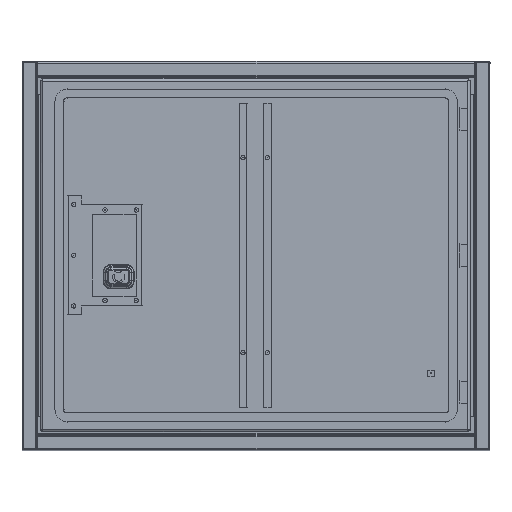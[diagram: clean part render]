
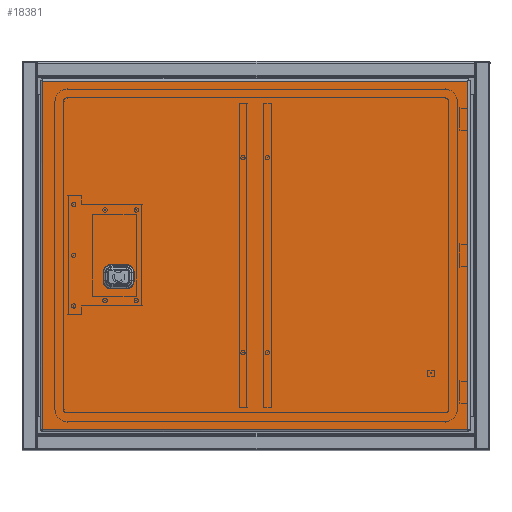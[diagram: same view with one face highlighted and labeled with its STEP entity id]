
A CAD part, top view. The second image highlights one B-rep face of the part: STEP entity #18381.
In plain terms, the highlighted planar face has unit normal (0, 0, 1).
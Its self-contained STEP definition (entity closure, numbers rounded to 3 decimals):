
#558 = ORIENTED_EDGE ( 'NONE', *, *, #37465, .T. ) ;
#855 = EDGE_CURVE ( 'NONE', #74049, #138204, #87417, .T. ) ;
#4982 = ORIENTED_EDGE ( 'NONE', *, *, #45661, .T. ) ;
#7513 = CARTESIAN_POINT ( 'NONE',  ( -182.733, 225.65, -4.6 ) ) ;
#9740 = EDGE_CURVE ( 'NONE', #60990, #96817, #17430, .T. ) ;
#10575 = CARTESIAN_POINT ( 'NONE',  ( -273.6, 26.4, -4.6 ) ) ;
#11038 = VERTEX_POINT ( 'NONE', #18568 ) ;
#11053 = EDGE_CURVE ( 'NONE', #71622, #67671, #144476, .T. ) ;
#13558 = CARTESIAN_POINT ( 'NONE',  ( -165.6, 218.65, -4.6 ) ) ;
#15594 = VECTOR ( 'NONE', #84243, 1000. ) ;
#16231 = VECTOR ( 'NONE', #86665, 1000. ) ;
#16353 = EDGE_LOOP ( 'NONE', ( #136024, #117314 ) ) ;
#17430 = CIRCLE ( 'NONE', #24585, 0.5 ) ;
#17777 = CARTESIAN_POINT ( 'NONE',  ( 271.4, 472.9, -4.6 ) ) ;
#18381 = ADVANCED_FACE ( 'NONE', ( #79782, #89261, #20067 ), #92316, .F. ) ;
#18568 = CARTESIAN_POINT ( 'NONE',  ( 271.4, 26.4, -4.6 ) ) ;
#19332 = ORIENTED_EDGE ( 'NONE', *, *, #153675, .F. ) ;
#19533 = DIRECTION ( 'NONE',  ( 1., 0., 0. ) ) ;
#20067 = FACE_OUTER_BOUND ( 'NONE', #51616, .T. ) ;
#21966 = DIRECTION ( 'NONE',  ( 1., 0., 0. ) ) ;
#23670 = DIRECTION ( 'NONE',  ( 1., 0., 0. ) ) ;
#24585 = AXIS2_PLACEMENT_3D ( 'NONE', #128185, #153300, #114156 ) ;
#25413 = AXIS2_PLACEMENT_3D ( 'NONE', #84501, #132296, #74265 ) ;
#25996 = CARTESIAN_POINT ( 'NONE',  ( -165.6, 222.15, -4.6 ) ) ;
#27496 = DIRECTION ( 'NONE',  ( -1., 0., 0. ) ) ;
#30317 = EDGE_CURVE ( 'NONE', #146065, #52345, #58731, .T. ) ;
#30692 = EDGE_CURVE ( 'NONE', #89526, #68719, #47583, .T. ) ;
#31221 = CARTESIAN_POINT ( 'NONE',  ( -162.1, 222.15, -4.6 ) ) ;
#31646 = CARTESIAN_POINT ( 'NONE',  ( 224.9, 98.4, -4.6 ) ) ;
#32616 = DIRECTION ( 'NONE',  ( -1., 0., 0. ) ) ;
#33217 = CARTESIAN_POINT ( 'NONE',  ( -186.6, 218.65, -4.6 ) ) ;
#33765 = DIRECTION ( 'NONE',  ( 0., 0., 1. ) ) ;
#36306 = LINE ( 'NONE', #95181, #15594 ) ;
#37165 = CARTESIAN_POINT ( 'NONE',  ( 272.399, 472.9, -4.6 ) ) ;
#37465 = EDGE_CURVE ( 'NONE', #11038, #105842, #36306, .T. ) ;
#38086 = CARTESIAN_POINT ( 'NONE',  ( -165.6, 225.65, -4.6 ) ) ;
#43911 = VECTOR ( 'NONE', #99185, 1000. ) ;
#44948 = AXIS2_PLACEMENT_3D ( 'NONE', #64462, #112298, #53442 ) ;
#45661 = EDGE_CURVE ( 'NONE', #52345, #11038, #68526, .T. ) ;
#46409 = VECTOR ( 'NONE', #19533, 1000. ) ;
#46926 = DIRECTION ( 'NONE',  ( 0., -1., 0. ) ) ;
#47583 = CIRCLE ( 'NONE', #80094, 7.5 ) ;
#47859 = ORIENTED_EDGE ( 'NONE', *, *, #143621, .F. ) ;
#48842 = EDGE_CURVE ( 'NONE', #105842, #146065, #96858, .T. ) ;
#49114 = EDGE_CURVE ( 'NONE', #152177, #64794, #56015, .T. ) ;
#50226 = ORIENTED_EDGE ( 'NONE', *, *, #48842, .T. ) ;
#51616 = EDGE_LOOP ( 'NONE', ( #4982, #558, #50226, #84385 ) ) ;
#51831 = CARTESIAN_POINT ( 'NONE',  ( -186.6, 225.65, -4.6 ) ) ;
#52345 = VERTEX_POINT ( 'NONE', #10575 ) ;
#53442 = DIRECTION ( 'NONE',  ( 1., 0., 0. ) ) ;
#55972 = VECTOR ( 'NONE', #27496, 1000. ) ;
#56015 = CIRCLE ( 'NONE', #136202, 3.5 ) ;
#58216 = ORIENTED_EDGE ( 'NONE', *, *, #49114, .F. ) ;
#58731 = LINE ( 'NONE', #70525, #140558 ) ;
#58758 = ORIENTED_EDGE ( 'NONE', *, *, #30692, .F. ) ;
#60990 = VERTEX_POINT ( 'NONE', #31646 ) ;
#63184 = ORIENTED_EDGE ( 'NONE', *, *, #855, .F. ) ;
#63553 = VECTOR ( 'NONE', #112479, 1000. ) ;
#64267 = CARTESIAN_POINT ( 'NONE',  ( 224.4, 98.4, -4.6 ) ) ;
#64462 = CARTESIAN_POINT ( 'NONE',  ( -165.6, 222.15, -4.6 ) ) ;
#64794 = VERTEX_POINT ( 'NONE', #31221 ) ;
#66497 = DIRECTION ( 'NONE',  ( 0., 0., 1. ) ) ;
#67671 = VERTEX_POINT ( 'NONE', #33217 ) ;
#68526 = LINE ( 'NONE', #126585, #154979 ) ;
#68719 = VERTEX_POINT ( 'NONE', #133398 ) ;
#70525 = CARTESIAN_POINT ( 'NONE',  ( -273.6, 473.899, -4.6 ) ) ;
#70644 = CIRCLE ( 'NONE', #25413, 7.5 ) ;
#71622 = VERTEX_POINT ( 'NONE', #51831 ) ;
#74049 = VERTEX_POINT ( 'NONE', #38086 ) ;
#74265 = DIRECTION ( 'NONE',  ( 1., 0., 0. ) ) ;
#77454 = CARTESIAN_POINT ( 'NONE',  ( -186.6, 222.15, -4.6 ) ) ;
#79040 = DIRECTION ( 'NONE',  ( 0., 0., -1. ) ) ;
#79782 = FACE_BOUND ( 'NONE', #16353, .T. ) ;
#80094 = AXIS2_PLACEMENT_3D ( 'NONE', #106766, #33765, #21966 ) ;
#80624 = CARTESIAN_POINT ( 'NONE',  ( 223.9, 98.4, -4.6 ) ) ;
#80738 = CARTESIAN_POINT ( 'NONE',  ( -169.467, 225.65, -4.6 ) ) ;
#83378 = DIRECTION ( 'NONE',  ( 0., 0., 1. ) ) ;
#84243 = DIRECTION ( 'NONE',  ( 0., 1., 0. ) ) ;
#84385 = ORIENTED_EDGE ( 'NONE', *, *, #30317, .T. ) ;
#84501 = CARTESIAN_POINT ( 'NONE',  ( -176.1, 222.15, -4.6 ) ) ;
#85115 = LINE ( 'NONE', #109428, #16231 ) ;
#86665 = DIRECTION ( 'NONE',  ( 1., 0., 0. ) ) ;
#87417 = LINE ( 'NONE', #98414, #43911 ) ;
#89261 = FACE_BOUND ( 'NONE', #116474, .T. ) ;
#89526 = VERTEX_POINT ( 'NONE', #154018 ) ;
#92316 = PLANE ( 'NONE',  #150739 ) ;
#94196 = ORIENTED_EDGE ( 'NONE', *, *, #98865, .F. ) ;
#95181 = CARTESIAN_POINT ( 'NONE',  ( 271.4, 25.401, -4.6 ) ) ;
#96817 = VERTEX_POINT ( 'NONE', #80624 ) ;
#96858 = LINE ( 'NONE', #37165, #63553 ) ;
#98414 = CARTESIAN_POINT ( 'NONE',  ( -169.467, 225.65, -4.6 ) ) ;
#98865 = EDGE_CURVE ( 'NONE', #101131, #71622, #146821, .T. ) ;
#99185 = DIRECTION ( 'NONE',  ( -1., 0., 0. ) ) ;
#101017 = CARTESIAN_POINT ( 'NONE',  ( -276.6, 23.4, -4.6 ) ) ;
#101131 = VERTEX_POINT ( 'NONE', #7513 ) ;
#102063 = ORIENTED_EDGE ( 'NONE', *, *, #128519, .F. ) ;
#105842 = VERTEX_POINT ( 'NONE', #17777 ) ;
#106766 = CARTESIAN_POINT ( 'NONE',  ( -176.1, 222.15, -4.6 ) ) ;
#109428 = CARTESIAN_POINT ( 'NONE',  ( -186.6, 218.65, -4.6 ) ) ;
#112298 = DIRECTION ( 'NONE',  ( 0., 0., 1. ) ) ;
#112479 = DIRECTION ( 'NONE',  ( -1., 0., 0. ) ) ;
#113075 = CARTESIAN_POINT ( 'NONE',  ( -186.6, 225.65, -4.6 ) ) ;
#114156 = DIRECTION ( 'NONE',  ( -1., 0., 0. ) ) ;
#116474 = EDGE_LOOP ( 'NONE', ( #102063, #145832, #94196, #141302, #63184, #47859, #58216, #19332, #58758 ) ) ;
#117314 = ORIENTED_EDGE ( 'NONE', *, *, #9740, .T. ) ;
#118996 = CIRCLE ( 'NONE', #154042, 0.5 ) ;
#122340 = DIRECTION ( 'NONE',  ( 0., 0., -1. ) ) ;
#124012 = LINE ( 'NONE', #147505, #46409 ) ;
#125296 = DIRECTION ( 'NONE',  ( 1., 0., 0. ) ) ;
#126585 = CARTESIAN_POINT ( 'NONE',  ( -274.599, 26.4, -4.6 ) ) ;
#127634 = CIRCLE ( 'NONE', #44948, 3.5 ) ;
#127726 = EDGE_CURVE ( 'NONE', #96817, #60990, #118996, .T. ) ;
#128185 = CARTESIAN_POINT ( 'NONE',  ( 224.4, 98.4, -4.6 ) ) ;
#128519 = EDGE_CURVE ( 'NONE', #67671, #89526, #85115, .T. ) ;
#129858 = EDGE_CURVE ( 'NONE', #138204, #101131, #70644, .T. ) ;
#132296 = DIRECTION ( 'NONE',  ( 0., 0., 1. ) ) ;
#133398 = CARTESIAN_POINT ( 'NONE',  ( -169.467, 218.65, -4.6 ) ) ;
#134107 = DIRECTION ( 'NONE',  ( -1., 0., 0. ) ) ;
#136024 = ORIENTED_EDGE ( 'NONE', *, *, #127726, .T. ) ;
#136202 = AXIS2_PLACEMENT_3D ( 'NONE', #25996, #83378, #23670 ) ;
#136313 = CARTESIAN_POINT ( 'NONE',  ( -273.6, 472.9, -4.6 ) ) ;
#137545 = DIRECTION ( 'NONE',  ( 1., 0., 0. ) ) ;
#138204 = VERTEX_POINT ( 'NONE', #80738 ) ;
#139409 = AXIS2_PLACEMENT_3D ( 'NONE', #77454, #66497, #125296 ) ;
#140558 = VECTOR ( 'NONE', #46926, 1000. ) ;
#141302 = ORIENTED_EDGE ( 'NONE', *, *, #129858, .F. ) ;
#143621 = EDGE_CURVE ( 'NONE', #64794, #74049, #127634, .T. ) ;
#144476 = CIRCLE ( 'NONE', #139409, 3.5 ) ;
#145832 = ORIENTED_EDGE ( 'NONE', *, *, #11053, .F. ) ;
#146065 = VERTEX_POINT ( 'NONE', #136313 ) ;
#146821 = LINE ( 'NONE', #113075, #55972 ) ;
#147505 = CARTESIAN_POINT ( 'NONE',  ( -169.467, 218.65, -4.6 ) ) ;
#150739 = AXIS2_PLACEMENT_3D ( 'NONE', #101017, #79040, #32616 ) ;
#152177 = VERTEX_POINT ( 'NONE', #13558 ) ;
#153300 = DIRECTION ( 'NONE',  ( 0., 0., -1. ) ) ;
#153675 = EDGE_CURVE ( 'NONE', #68719, #152177, #124012, .T. ) ;
#154018 = CARTESIAN_POINT ( 'NONE',  ( -182.733, 218.65, -4.6 ) ) ;
#154042 = AXIS2_PLACEMENT_3D ( 'NONE', #64267, #122340, #134107 ) ;
#154979 = VECTOR ( 'NONE', #137545, 1000. ) ;
